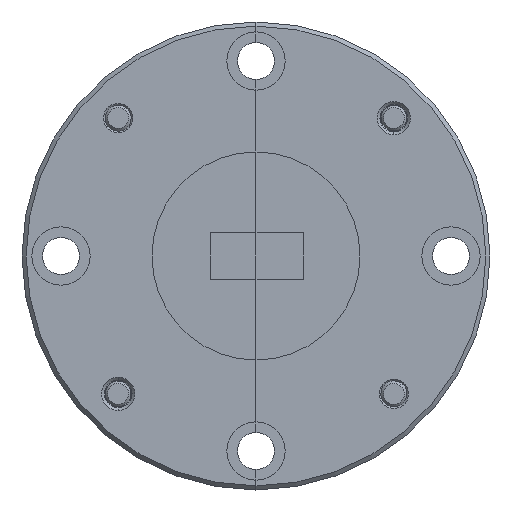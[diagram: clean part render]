
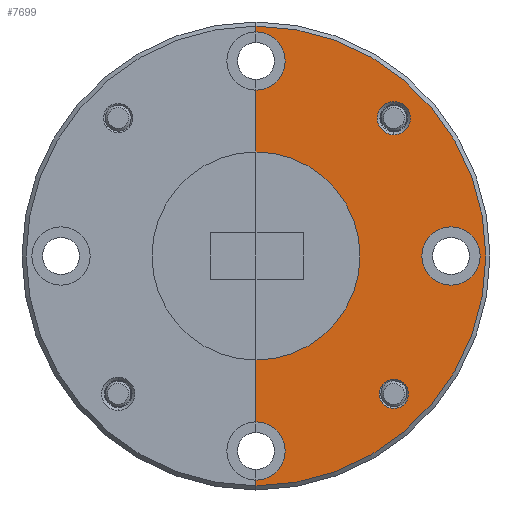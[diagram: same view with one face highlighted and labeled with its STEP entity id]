
A CAD part, left-side view. The second image highlights one B-rep face of the part: STEP entity #7699.
In plain terms, the highlighted planar face has unit normal (-1, 0, 0).
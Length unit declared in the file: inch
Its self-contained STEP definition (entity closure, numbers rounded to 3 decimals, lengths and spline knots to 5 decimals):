
#16 = DIRECTION ( 'NONE',  ( -1., 0., 0. ) ) ;
#63 = AXIS2_PLACEMENT_3D ( 'NONE', #1244, #16, #18124 ) ;
#219 = CARTESIAN_POINT ( 'NONE',  ( -0.82253, -0.40092, -0.87387 ) ) ;
#304 = ORIENTED_EDGE ( 'NONE', *, *, #4771, .T. ) ;
#412 = FACE_OUTER_BOUND ( 'NONE', #11989, .T. ) ;
#431 = DIRECTION ( 'NONE',  ( 0., 0., -1. ) ) ;
#500 = CIRCLE ( 'NONE', #4643, 0.035 ) ;
#600 = DIRECTION ( 'NONE',  ( 0., 0., 1. ) ) ;
#730 = DIRECTION ( 'NONE',  ( 0., 0., 1. ) ) ;
#836 = ORIENTED_EDGE ( 'NONE', *, *, #1666, .F. ) ;
#998 = EDGE_CURVE ( 'NONE', #8043, #18176, #1003, .T. ) ;
#1003 = CIRCLE ( 'NONE', #7850, 0.5525 ) ;
#1123 = AXIS2_PLACEMENT_3D ( 'NONE', #11254, #4245, #431 ) ;
#1191 = CARTESIAN_POINT ( 'NONE',  ( -0.82253, -0.40092, -0.87387 ) ) ;
#1204 = CARTESIAN_POINT ( 'NONE',  ( -0.82253, -0.40092, -0.87387 ) ) ;
#1244 = CARTESIAN_POINT ( 'NONE',  ( -0.82253, -0.40092, -1.34262 ) ) ;
#1352 = CARTESIAN_POINT ( 'NONE',  ( -0.82253, -0.40092, -1.41262 ) ) ;
#1373 = EDGE_LOOP ( 'NONE', ( #16174, #7952 ) ) ;
#1545 = LINE ( 'NONE', #1191, #8058 ) ;
#1666 = EDGE_CURVE ( 'NONE', #9923, #18176, #11281, .T. ) ;
#1787 = DIRECTION ( 'NONE',  ( 0., 0., 1. ) ) ;
#2496 = CARTESIAN_POINT ( 'NONE',  ( -0.82253, -0.73238, -0.54241 ) ) ;
#2500 = CARTESIAN_POINT ( 'NONE',  ( -0.82253, -0.73238, -1.20532 ) ) ;
#2565 = CARTESIAN_POINT ( 'NONE',  ( -0.82253, -0.40092, -1.27262 ) ) ;
#3214 = CIRCLE ( 'NONE', #1123, 0.25 ) ;
#3291 = CIRCLE ( 'NONE', #5621, 0.04 ) ;
#3403 = DIRECTION ( 'NONE',  ( 0., 0., -1. ) ) ;
#3517 = CARTESIAN_POINT ( 'NONE',  ( -0.82253, -0.73238, -0.54241 ) ) ;
#3743 = CARTESIAN_POINT ( 'NONE',  ( -0.82253, -0.73238, -1.24032 ) ) ;
#3840 = DIRECTION ( 'NONE',  ( 0., 0., 1. ) ) ;
#3992 = AXIS2_PLACEMENT_3D ( 'NONE', #7971, #13638, #8245 ) ;
#4245 = DIRECTION ( 'NONE',  ( 1., 0., 0. ) ) ;
#4643 = AXIS2_PLACEMENT_3D ( 'NONE', #2500, #13699, #12213 ) ;
#4771 = EDGE_CURVE ( 'NONE', #9507, #8705, #3214, .T. ) ;
#4780 = ORIENTED_EDGE ( 'NONE', *, *, #12649, .F. ) ;
#5417 = CARTESIAN_POINT ( 'NONE',  ( -0.82253, -0.40092, -0.32137 ) ) ;
#5433 = CIRCLE ( 'NONE', #3992, 0.07 ) ;
#5621 = AXIS2_PLACEMENT_3D ( 'NONE', #3517, #14827, #730 ) ;
#5983 = DIRECTION ( 'NONE',  ( 0., 0., 1. ) ) ;
#5997 = CARTESIAN_POINT ( 'NONE',  ( -0.82253, -0.86967, -0.94387 ) ) ;
#6250 = FACE_BOUND ( 'NONE', #1373, .T. ) ;
#6290 = EDGE_LOOP ( 'NONE', ( #13289, #14495 ) ) ;
#6449 = CIRCLE ( 'NONE', #8809, 0.035 ) ;
#6603 = EDGE_CURVE ( 'NONE', #12980, #18328, #10414, .T. ) ;
#6623 = CARTESIAN_POINT ( 'NONE',  ( -0.82253, -0.40092, -0.40512 ) ) ;
#7126 = VERTEX_POINT ( 'NONE', #3743 ) ;
#7232 = VERTEX_POINT ( 'NONE', #8067 ) ;
#7499 = VERTEX_POINT ( 'NONE', #2565 ) ;
#7504 = AXIS2_PLACEMENT_3D ( 'NONE', #9258, #17779, #14923 ) ;
#7632 = FACE_BOUND ( 'NONE', #17726, .T. ) ;
#7699 = ADVANCED_FACE ( 'NONE', ( #7632, #6250, #8938, #412 ), #16090, .F. ) ;
#7712 = AXIS2_PLACEMENT_3D ( 'NONE', #6623, #13668, #600 ) ;
#7734 = CARTESIAN_POINT ( 'NONE',  ( -0.82253, -0.40092, -0.33512 ) ) ;
#7783 = CARTESIAN_POINT ( 'NONE',  ( -0.82253, -0.73238, -1.17032 ) ) ;
#7850 = AXIS2_PLACEMENT_3D ( 'NONE', #15228, #16515, #3840 ) ;
#7856 = DIRECTION ( 'NONE',  ( 0., 0., 1. ) ) ;
#7952 = ORIENTED_EDGE ( 'NONE', *, *, #6603, .F. ) ;
#7955 = DIRECTION ( 'NONE',  ( 0., 0., 1. ) ) ;
#7971 = CARTESIAN_POINT ( 'NONE',  ( -0.82253, -0.86967, -0.87387 ) ) ;
#8043 = VERTEX_POINT ( 'NONE', #9620 ) ;
#8058 = VECTOR ( 'NONE', #7955, 39.37008 ) ;
#8067 = CARTESIAN_POINT ( 'NONE',  ( -0.82253, -0.40092, -0.47512 ) ) ;
#8130 = DIRECTION ( 'NONE',  ( -1., 0., 0. ) ) ;
#8245 = DIRECTION ( 'NONE',  ( 0., 0., 1. ) ) ;
#8298 = CIRCLE ( 'NONE', #7712, 0.07 ) ;
#8640 = EDGE_CURVE ( 'NONE', #11993, #16957, #5433, .T. ) ;
#8660 = ORIENTED_EDGE ( 'NONE', *, *, #15075, .F. ) ;
#8705 = VERTEX_POINT ( 'NONE', #9731 ) ;
#8809 = AXIS2_PLACEMENT_3D ( 'NONE', #13066, #11683, #12696 ) ;
#8938 = FACE_BOUND ( 'NONE', #6290, .T. ) ;
#9258 = CARTESIAN_POINT ( 'NONE',  ( -0.82253, -0.86967, -0.87387 ) ) ;
#9486 = ORIENTED_EDGE ( 'NONE', *, *, #10059, .F. ) ;
#9507 = VERTEX_POINT ( 'NONE', #13881 ) ;
#9519 = AXIS2_PLACEMENT_3D ( 'NONE', #14783, #10431, #3403 ) ;
#9620 = CARTESIAN_POINT ( 'NONE',  ( -0.82253, -0.40092, -1.42637 ) ) ;
#9731 = CARTESIAN_POINT ( 'NONE',  ( -0.82253, -0.40092, -1.12387 ) ) ;
#9923 = VERTEX_POINT ( 'NONE', #7734 ) ;
#10059 = EDGE_CURVE ( 'NONE', #15165, #7126, #6449, .T. ) ;
#10414 = CIRCLE ( 'NONE', #16907, 0.04 ) ;
#10431 = DIRECTION ( 'NONE',  ( 1., 0., 0. ) ) ;
#10501 = CARTESIAN_POINT ( 'NONE',  ( -0.82253, -0.40092, -0.87387 ) ) ;
#10772 = ORIENTED_EDGE ( 'NONE', *, *, #998, .T. ) ;
#11254 = CARTESIAN_POINT ( 'NONE',  ( -0.82253, -0.40092, -0.87387 ) ) ;
#11281 = LINE ( 'NONE', #1204, #14981 ) ;
#11651 = VECTOR ( 'NONE', #1787, 39.37008 ) ;
#11683 = DIRECTION ( 'NONE',  ( -1., 0., 0. ) ) ;
#11824 = EDGE_CURVE ( 'NONE', #18328, #12980, #3291, .T. ) ;
#11989 = EDGE_LOOP ( 'NONE', ( #15882, #10772, #836, #14002, #13642, #304, #8660, #13160 ) ) ;
#11993 = VERTEX_POINT ( 'NONE', #5997 ) ;
#12213 = DIRECTION ( 'NONE',  ( 0., 0., 1. ) ) ;
#12387 = CARTESIAN_POINT ( 'NONE',  ( -0.82253, -0.86967, -0.80387 ) ) ;
#12649 = EDGE_CURVE ( 'NONE', #7126, #15165, #500, .T. ) ;
#12696 = DIRECTION ( 'NONE',  ( 0., 0., 1. ) ) ;
#12974 = EDGE_CURVE ( 'NONE', #7232, #9923, #8298, .T. ) ;
#12980 = VERTEX_POINT ( 'NONE', #16182 ) ;
#13066 = CARTESIAN_POINT ( 'NONE',  ( -0.82253, -0.73238, -1.20532 ) ) ;
#13160 = ORIENTED_EDGE ( 'NONE', *, *, #16585, .F. ) ;
#13280 = CARTESIAN_POINT ( 'NONE',  ( -0.82253, -0.73238, -0.50241 ) ) ;
#13289 = ORIENTED_EDGE ( 'NONE', *, *, #14419, .F. ) ;
#13638 = DIRECTION ( 'NONE',  ( -1., 0., 0. ) ) ;
#13642 = ORIENTED_EDGE ( 'NONE', *, *, #13656, .F. ) ;
#13656 = EDGE_CURVE ( 'NONE', #9507, #7232, #1545, .T. ) ;
#13668 = DIRECTION ( 'NONE',  ( -1., 0., 0. ) ) ;
#13699 = DIRECTION ( 'NONE',  ( -1., 0., 0. ) ) ;
#13881 = CARTESIAN_POINT ( 'NONE',  ( -0.82253, -0.40092, -0.62387 ) ) ;
#14002 = ORIENTED_EDGE ( 'NONE', *, *, #12974, .F. ) ;
#14321 = LINE ( 'NONE', #219, #16119 ) ;
#14419 = EDGE_CURVE ( 'NONE', #16957, #11993, #15510, .T. ) ;
#14495 = ORIENTED_EDGE ( 'NONE', *, *, #8640, .F. ) ;
#14670 = LINE ( 'NONE', #10501, #11651 ) ;
#14783 = CARTESIAN_POINT ( 'NONE',  ( -0.82253, -0.40092, -0.87387 ) ) ;
#14827 = DIRECTION ( 'NONE',  ( -1., 0., 0. ) ) ;
#14923 = DIRECTION ( 'NONE',  ( 0., 0., 1. ) ) ;
#14981 = VECTOR ( 'NONE', #16971, 39.37008 ) ;
#15075 = EDGE_CURVE ( 'NONE', #7499, #8705, #14321, .T. ) ;
#15165 = VERTEX_POINT ( 'NONE', #7783 ) ;
#15228 = CARTESIAN_POINT ( 'NONE',  ( -0.82253, -0.40092, -0.87387 ) ) ;
#15510 = CIRCLE ( 'NONE', #7504, 0.07 ) ;
#15785 = CIRCLE ( 'NONE', #63, 0.07 ) ;
#15882 = ORIENTED_EDGE ( 'NONE', *, *, #17690, .F. ) ;
#16090 = PLANE ( 'NONE',  #9519 ) ;
#16119 = VECTOR ( 'NONE', #5983, 39.37008 ) ;
#16174 = ORIENTED_EDGE ( 'NONE', *, *, #11824, .F. ) ;
#16182 = CARTESIAN_POINT ( 'NONE',  ( -0.82253, -0.73238, -0.58241 ) ) ;
#16241 = VERTEX_POINT ( 'NONE', #1352 ) ;
#16515 = DIRECTION ( 'NONE',  ( -1., 0., 0. ) ) ;
#16585 = EDGE_CURVE ( 'NONE', #16241, #7499, #15785, .T. ) ;
#16907 = AXIS2_PLACEMENT_3D ( 'NONE', #2496, #8130, #7856 ) ;
#16957 = VERTEX_POINT ( 'NONE', #12387 ) ;
#16971 = DIRECTION ( 'NONE',  ( 0., 0., 1. ) ) ;
#17690 = EDGE_CURVE ( 'NONE', #8043, #16241, #14670, .T. ) ;
#17726 = EDGE_LOOP ( 'NONE', ( #9486, #4780 ) ) ;
#17779 = DIRECTION ( 'NONE',  ( -1., 0., 0. ) ) ;
#18124 = DIRECTION ( 'NONE',  ( 0., 0., 1. ) ) ;
#18176 = VERTEX_POINT ( 'NONE', #5417 ) ;
#18328 = VERTEX_POINT ( 'NONE', #13280 ) ;
